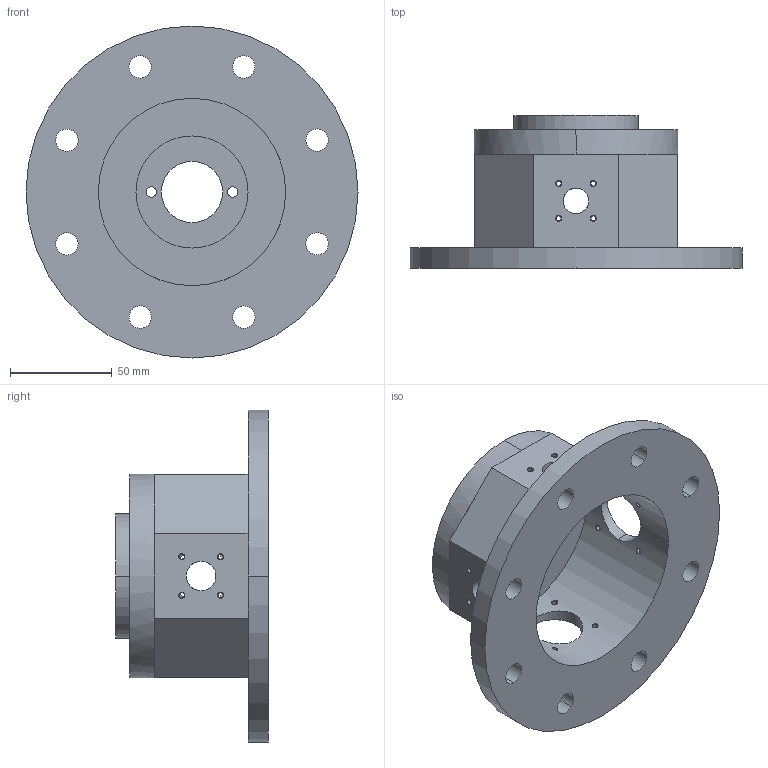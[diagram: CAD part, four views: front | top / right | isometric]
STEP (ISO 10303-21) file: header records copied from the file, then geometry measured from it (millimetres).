
FILE_DESCRIPTION((''),'2;1');
FILE_NAME('3-015','2022-01-09T15:16:28',('Y'),('FoxCAVITY'),'CREO PARAMETRIC BY PTC INC, 2020454','CREO PARAMETRIC BY PTC INC, 2020454','');
FILE_SCHEMA(('CONFIG_CONTROL_DESIGN'));
Length unit declared in the file: millimetre
Products named in the file (1): 3-015
Bounding box: 163 x 75 x 163 mm (x, y, z)
Volume: 286854.7 mm3; surface area: 86627 mm2
Topology: 1 solids, 17 shells, 164 faces, 468 edges, 318 vertices
Faces by surface type: cylinder 124, plane 40
Entity records: 6411 total; most frequent: CARTESIAN_POINT 1937, DIRECTION 948, ORIENTED_EDGE 840, EDGE_CURVE 468, AXIS2_PLACEMENT_3D 387, VERTEX_POINT 318, EDGE_LOOP 238, CIRCLE 222
